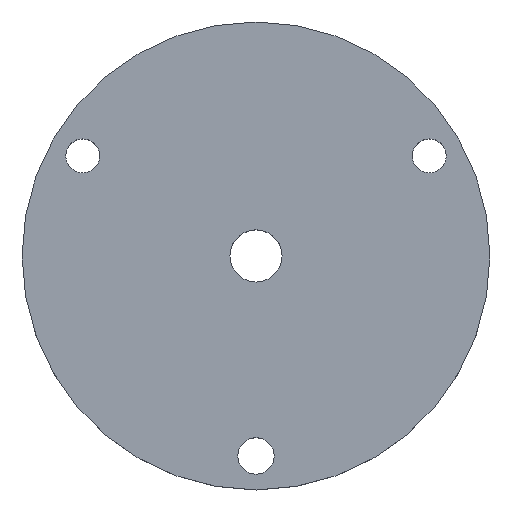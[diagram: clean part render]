
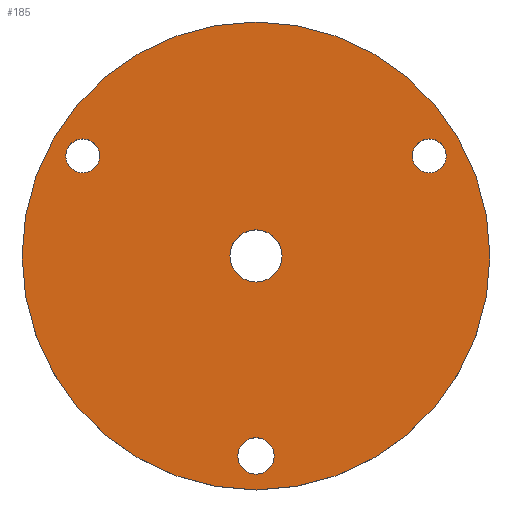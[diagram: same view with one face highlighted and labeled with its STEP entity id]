
A CAD part, top view. The second image highlights one B-rep face of the part: STEP entity #185.
In plain terms, the highlighted planar face has unit normal (0, 0, 1).
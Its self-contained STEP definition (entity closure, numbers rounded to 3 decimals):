
#23=FACE_BOUND('',#58,.T.);
#24=FACE_BOUND('',#59,.T.);
#25=FACE_BOUND('',#60,.T.);
#26=FACE_BOUND('',#61,.T.);
#30=PLANE('',#230);
#41=FACE_OUTER_BOUND('',#57,.T.);
#57=EDGE_LOOP('',(#162));
#58=EDGE_LOOP('',(#163));
#59=EDGE_LOOP('',(#164));
#60=EDGE_LOOP('',(#165));
#61=EDGE_LOOP('',(#166));
#87=CIRCLE('',#221,1.4);
#88=CIRCLE('',#223,1.4);
#89=CIRCLE('',#225,1.5);
#90=CIRCLE('',#227,2.15);
#91=CIRCLE('',#229,19.3);
#101=VERTEX_POINT('',#317);
#102=VERTEX_POINT('',#321);
#103=VERTEX_POINT('',#325);
#104=VERTEX_POINT('',#329);
#105=VERTEX_POINT('',#333);
#117=EDGE_CURVE('',#101,#101,#87,.T.);
#119=EDGE_CURVE('',#102,#102,#88,.T.);
#121=EDGE_CURVE('',#103,#103,#89,.T.);
#123=EDGE_CURVE('',#104,#104,#90,.T.);
#125=EDGE_CURVE('',#105,#105,#91,.T.);
#162=ORIENTED_EDGE('',*,*,#125,.T.);
#163=ORIENTED_EDGE('',*,*,#123,.T.);
#164=ORIENTED_EDGE('',*,*,#121,.T.);
#165=ORIENTED_EDGE('',*,*,#119,.T.);
#166=ORIENTED_EDGE('',*,*,#117,.T.);
#185=ADVANCED_FACE('',(#41,#23,#24,#25,#26),#30,.T.);
#221=AXIS2_PLACEMENT_3D('',#318,#264,#265);
#223=AXIS2_PLACEMENT_3D('',#322,#269,#270);
#225=AXIS2_PLACEMENT_3D('',#326,#274,#275);
#227=AXIS2_PLACEMENT_3D('',#330,#279,#280);
#229=AXIS2_PLACEMENT_3D('',#334,#284,#285);
#230=AXIS2_PLACEMENT_3D('',#336,#287,#288);
#264=DIRECTION('center_axis',(0.,0.,
-1.));
#265=DIRECTION('ref_axis',(-1.,0.,0.));
#269=DIRECTION('center_axis',(0.,0.,
-1.));
#270=DIRECTION('ref_axis',(-1.,0.,0.));
#274=DIRECTION('center_axis',(0.,0.,
-1.));
#275=DIRECTION('ref_axis',(-1.,0.,0.));
#279=DIRECTION('center_axis',(0.,0.,
-1.));
#280=DIRECTION('ref_axis',(-1.,0.,0.));
#284=DIRECTION('center_axis',(0.,0.,
1.));
#285=DIRECTION('ref_axis',(1.,0.,0.));
#287=DIRECTION('center_axis',(0.,0.,
1.));
#288=DIRECTION('ref_axis',(1.,0.,0.));
#317=CARTESIAN_POINT('',(6.411,8.25,11.5));
#318=CARTESIAN_POINT('Origin',(5.011,8.25,11.5));
#321=CARTESIAN_POINT('',(34.989,8.25,11.5));
#322=CARTESIAN_POINT('Origin',(33.589,8.25,11.5));
#325=CARTESIAN_POINT('',(20.8,-16.5,11.5));
#326=CARTESIAN_POINT('Origin',(19.3,-16.5,11.5));
#329=CARTESIAN_POINT('',(21.45,0.,11.5));
#330=CARTESIAN_POINT('Origin',(19.3,0.,11.5));
#333=CARTESIAN_POINT('',(0.,0.,11.5));
#334=CARTESIAN_POINT('Origin',(19.3,0.,11.5));
#336=CARTESIAN_POINT('Origin',(19.3,0.,11.5));
